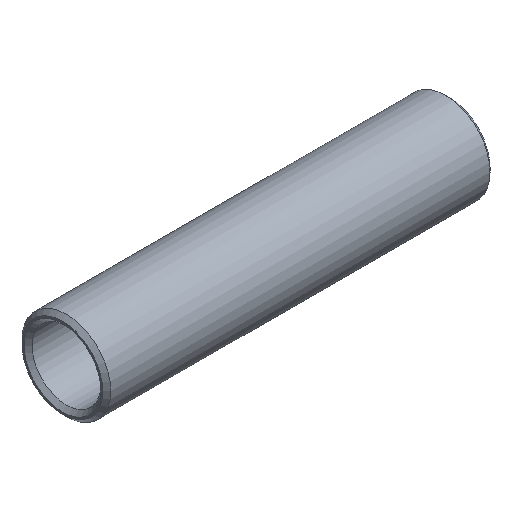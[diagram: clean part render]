
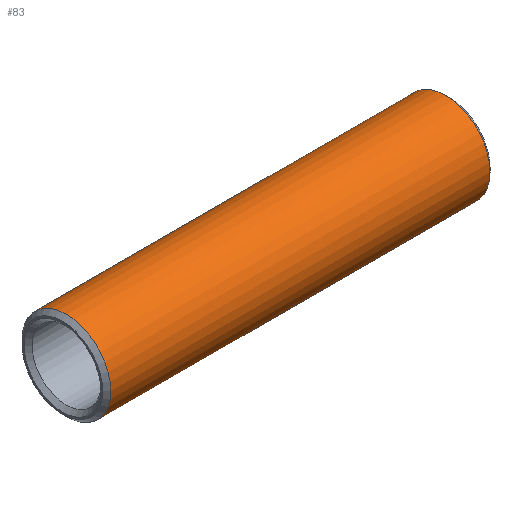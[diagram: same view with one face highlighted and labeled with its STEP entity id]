
A CAD part, isometric view. The second image highlights one B-rep face of the part: STEP entity #83.
In plain terms, the highlighted cylindrical face has radius 11 mm (diameter 22 mm), a full revolution.
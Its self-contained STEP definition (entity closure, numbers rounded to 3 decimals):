
#83 = ADVANCED_FACE( '', ( #110, #111 ), #112, .T. );
#110 = FACE_OUTER_BOUND( '', #140, .T. );
#111 = FACE_OUTER_BOUND( '', #141, .T. );
#112 = CYLINDRICAL_SURFACE( '', #142, 11. );
#140 = EDGE_LOOP( '', ( #186 ) );
#141 = EDGE_LOOP( '', ( #187 ) );
#142 = AXIS2_PLACEMENT_3D( '', #188, #189, #190 );
#186 = ORIENTED_EDGE( '', *, *, #205, .T. );
#187 = ORIENTED_EDGE( '', *, *, #204, .F. );
#188 = CARTESIAN_POINT( '', ( 96., 0., 0. ) );
#189 = DIRECTION( '', ( -1., 0., 0. ) );
#190 = DIRECTION( '', ( 0., 0., -1. ) );
#204 = EDGE_CURVE( '', #222, #222, #223, .T. );
#205 = EDGE_CURVE( '', #224, #224, #225, .T. );
#222 = VERTEX_POINT( '', #242 );
#223 = CIRCLE( '', #243, 11. );
#224 = VERTEX_POINT( '', #244 );
#225 = CIRCLE( '', #245, 11. );
#242 = CARTESIAN_POINT( '', ( 95., 0., -11. ) );
#243 = AXIS2_PLACEMENT_3D( '', #270, #271, #272 );
#244 = CARTESIAN_POINT( '', ( 1., 0., -11. ) );
#245 = AXIS2_PLACEMENT_3D( '', #273, #274, #275 );
#270 = CARTESIAN_POINT( '', ( 95., 0., 0. ) );
#271 = DIRECTION( '', ( 1., 0., 0. ) );
#272 = DIRECTION( '', ( 0., 0., -1. ) );
#273 = CARTESIAN_POINT( '', ( 1., 0., 0. ) );
#274 = DIRECTION( '', ( 1., 0., 0. ) );
#275 = DIRECTION( '', ( 0., 0., -1. ) );
